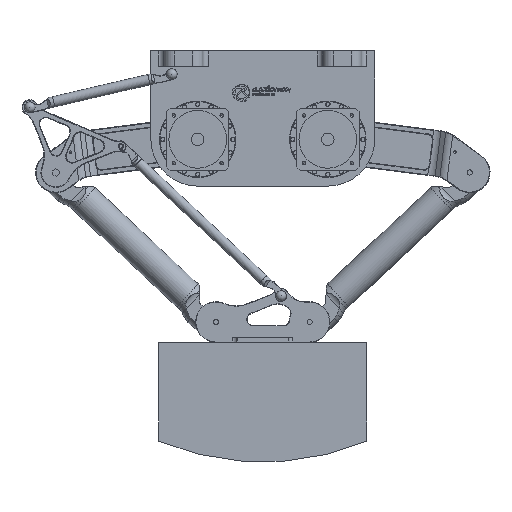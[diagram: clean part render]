
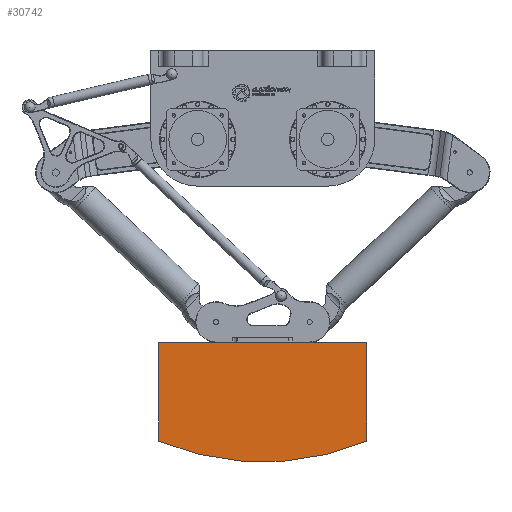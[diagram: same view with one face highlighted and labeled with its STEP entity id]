
A CAD part, left-side view. The second image highlights one B-rep face of the part: STEP entity #30742.
In plain terms, the highlighted face is planar.
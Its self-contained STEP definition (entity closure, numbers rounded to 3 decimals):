
#3270=CIRCLE('',#34213,520.);
#5543=FACE_OUTER_BOUND('',#7669,.T.);
#7669=EDGE_LOOP('',(#27496,#27497,#27498,#27499));
#10117=LINE('',#57279,#12609);
#10118=LINE('',#57281,#12610);
#10119=LINE('',#57282,#12611);
#12609=VECTOR('',#42615,10.);
#12610=VECTOR('',#42616,10.);
#12611=VECTOR('',#42617,10.);
#15292=VERTEX_POINT('',#57275);
#15293=VERTEX_POINT('',#57276);
#15294=VERTEX_POINT('',#57278);
#15295=VERTEX_POINT('',#57280);
#19390=EDGE_CURVE('',#15292,#15293,#3270,.T.);
#19391=EDGE_CURVE('',#15294,#15292,#10117,.T.);
#19392=EDGE_CURVE('',#15295,#15294,#10118,.T.);
#19393=EDGE_CURVE('',#15293,#15295,#10119,.T.);
#27496=ORIENTED_EDGE('',*,*,#19390,.F.);
#27497=ORIENTED_EDGE('',*,*,#19391,.F.);
#27498=ORIENTED_EDGE('',*,*,#19392,.F.);
#27499=ORIENTED_EDGE('',*,*,#19393,.F.);
#29051=PLANE('',#34212);
#30742=ADVANCED_FACE('',(#5543),#29051,.T.);
#34212=AXIS2_PLACEMENT_3D('',#57274,#42611,#42612);
#34213=AXIS2_PLACEMENT_3D('',#57277,#42613,#42614);
#42611=DIRECTION('center_axis',(0.,0.,1.));
#42612=DIRECTION('ref_axis',(1.,0.,0.));
#42613=DIRECTION('center_axis',(0.,0.,-1.));
#42614=DIRECTION('ref_axis',(-0.385,-0.923,0.));
#42615=DIRECTION('',(0.,1.,0.));
#42616=DIRECTION('',(-1.,0.,0.));
#42617=DIRECTION('',(0.,-1.,0.));
#57274=CARTESIAN_POINT('Origin',(0.,9.1,
1.));
#57275=CARTESIAN_POINT('',(-200.,95.,1.));
#57276=CARTESIAN_POINT('',(200.,95.,1.));
#57277=CARTESIAN_POINT('Origin',(0.,-385.,1.));
#57278=CARTESIAN_POINT('',(-200.,-95.,1.));
#57279=CARTESIAN_POINT('',(-200.,-95.,1.));
#57280=CARTESIAN_POINT('',(200.,-95.,1.));
#57281=CARTESIAN_POINT('',(200.,-95.,1.));
#57282=CARTESIAN_POINT('',(200.,95.,1.));
